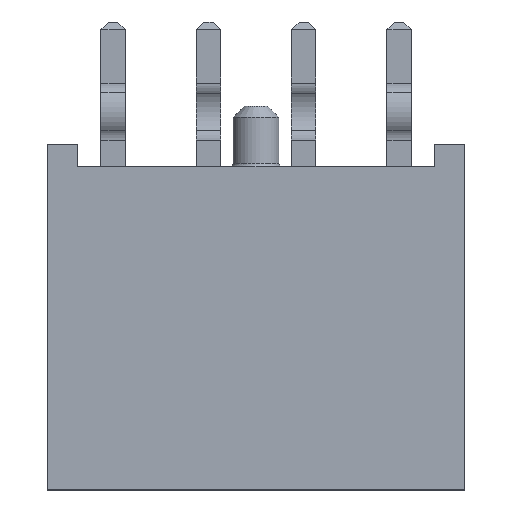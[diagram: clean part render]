
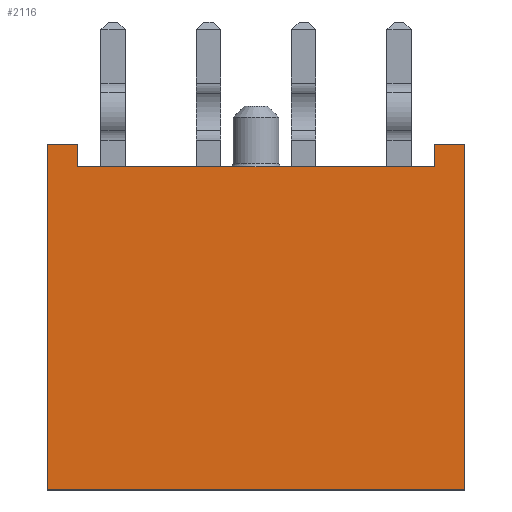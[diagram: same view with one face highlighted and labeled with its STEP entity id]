
A CAD part, top view. The second image highlights one B-rep face of the part: STEP entity #2116.
In plain terms, the highlighted planar face has unit normal (0, 0, 1).
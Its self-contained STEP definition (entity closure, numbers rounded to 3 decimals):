
#65=LINE('',#2929,#338);
#131=LINE('',#3064,#404);
#208=LINE('',#3225,#481);
#218=LINE('',#3244,#491);
#221=LINE('',#3248,#494);
#224=LINE('',#3254,#497);
#225=LINE('',#3256,#498);
#226=LINE('',#3257,#499);
#338=VECTOR('',#2373,1000.);
#404=VECTOR('',#2453,1000.);
#481=VECTOR('',#2586,1000.);
#491=VECTOR('',#2602,1000.);
#494=VECTOR('',#2607,1000.);
#497=VECTOR('',#2612,1000.);
#498=VECTOR('',#2613,1000.);
#499=VECTOR('',#2614,1000.);
#867=ORIENTED_EDGE('',*,*,#1271,.F.);
#868=ORIENTED_EDGE('',*,*,#1365,.T.);
#869=ORIENTED_EDGE('',*,*,#1366,.F.);
#870=ORIENTED_EDGE('',*,*,#1362,.T.);
#871=ORIENTED_EDGE('',*,*,#1204,.T.);
#872=ORIENTED_EDGE('',*,*,#1359,.F.);
#873=ORIENTED_EDGE('',*,*,#1349,.F.);
#874=ORIENTED_EDGE('',*,*,#1367,.F.);
#1204=EDGE_CURVE('',#1501,#1499,#65,.T.);
#1271=EDGE_CURVE('',#1562,#1563,#131,.T.);
#1349=EDGE_CURVE('',#1613,#1615,#208,.T.);
#1359=EDGE_CURVE('',#1615,#1499,#218,.T.);
#1362=EDGE_CURVE('',#1621,#1501,#221,.T.);
#1365=EDGE_CURVE('',#1562,#1623,#224,.T.);
#1366=EDGE_CURVE('',#1621,#1623,#225,.T.);
#1367=EDGE_CURVE('',#1563,#1613,#226,.T.);
#1499=VERTEX_POINT('',#2927);
#1501=VERTEX_POINT('',#2930);
#1562=VERTEX_POINT('',#3063);
#1563=VERTEX_POINT('',#3065);
#1613=VERTEX_POINT('',#3223);
#1615=VERTEX_POINT('',#3226);
#1621=VERTEX_POINT('',#3249);
#1623=VERTEX_POINT('',#3255);
#1762=EDGE_LOOP('',(#867,#868,#869,#870,#871,#872,#873,#874));
#1895=FACE_BOUND('',#1762,.T.);
#2011=PLANE('',#2260);
#2116=ADVANCED_FACE('',(#1895),#2011,.F.);
#2260=AXIS2_PLACEMENT_3D('',#3253,#2610,#2611);
#2373=DIRECTION('',(1.,0.,0.));
#2453=DIRECTION('',(1.,0.,0.));
#2586=DIRECTION('',(1.,0.,0.));
#2602=DIRECTION('',(0.,-1.,0.));
#2607=DIRECTION('',(0.,-1.,0.));
#2610=DIRECTION('',(0.,0.,-1.));
#2611=DIRECTION('',(-1.,0.,0.));
#2612=DIRECTION('',(0.,1.,0.));
#2613=DIRECTION('',(1.,0.,0.));
#2614=DIRECTION('',(0.,1.,0.));
#2927=CARTESIAN_POINT('',(5.47,0.,1.74));
#2929=CARTESIAN_POINT('',(-5.47,0.,1.74));
#2930=CARTESIAN_POINT('',(-5.47,0.,1.74));
#3063=CARTESIAN_POINT('',(-4.67,8.46,1.74));
#3064=CARTESIAN_POINT('',(-4.67,8.46,1.74));
#3065=CARTESIAN_POINT('',(4.67,8.46,1.74));
#3223=CARTESIAN_POINT('',(4.67,9.06,1.74));
#3225=CARTESIAN_POINT('',(-5.47,9.06,1.74));
#3226=CARTESIAN_POINT('',(5.47,9.06,1.74));
#3244=CARTESIAN_POINT('',(5.47,9.06,1.74));
#3248=CARTESIAN_POINT('',(-5.47,9.06,1.74));
#3249=CARTESIAN_POINT('',(-5.47,9.06,1.74));
#3253=CARTESIAN_POINT('',(-5.47,9.06,1.74));
#3254=CARTESIAN_POINT('',(-4.67,8.46,1.74));
#3255=CARTESIAN_POINT('',(-4.67,9.06,1.74));
#3256=CARTESIAN_POINT('',(-5.47,9.06,1.74));
#3257=CARTESIAN_POINT('',(4.67,8.46,1.74));
